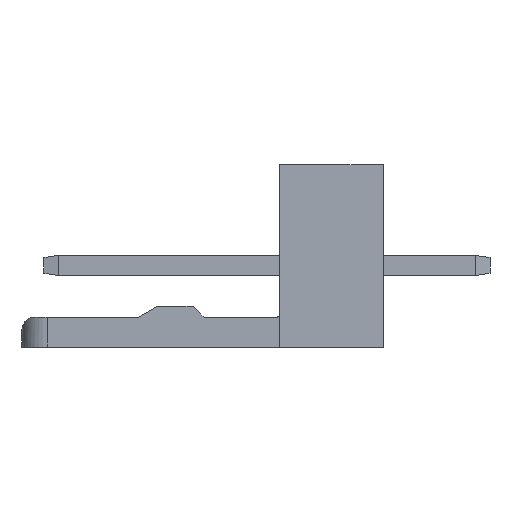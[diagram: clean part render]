
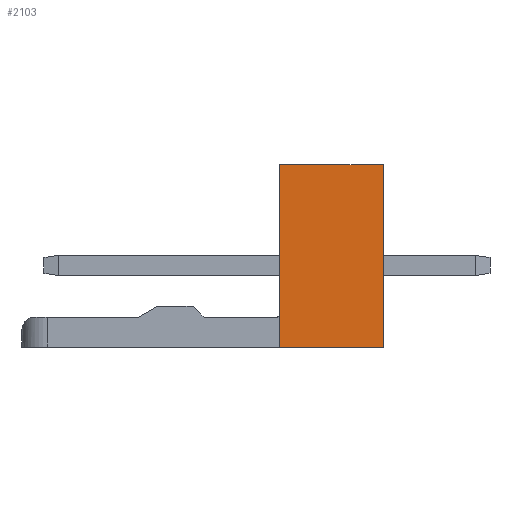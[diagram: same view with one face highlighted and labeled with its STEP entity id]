
A CAD part, left-side view. The second image highlights one B-rep face of the part: STEP entity #2103.
In plain terms, the highlighted planar face has unit normal (-1, 0, 0).
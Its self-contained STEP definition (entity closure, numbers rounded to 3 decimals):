
#10 = VECTOR ( 'NONE', #1747, 1000. ) ;
#108 = DIRECTION ( 'NONE',  ( 1., 0., 0. ) ) ;
#144 = LINE ( 'NONE', #891, #10 ) ;
#365 = CARTESIAN_POINT ( 'NONE',  ( -10.16, 1.65, -2.9 ) ) ;
#433 = VECTOR ( 'NONE', #3306, 1000. ) ;
#665 = EDGE_CURVE ( 'NONE', #3125, #2746, #2689, .T. ) ;
#696 = AXIS2_PLACEMENT_3D ( 'NONE', #3148, #108, #1019 ) ;
#709 = VERTEX_POINT ( 'NONE', #365 ) ;
#891 = CARTESIAN_POINT ( 'NONE',  ( -10.16, 1.65, 2.9 ) ) ;
#1019 = DIRECTION ( 'NONE',  ( 0., 0., -1. ) ) ;
#1100 = EDGE_CURVE ( 'NONE', #2747, #3125, #2170, .T. ) ;
#1350 = VECTOR ( 'NONE', #2142, 1000. ) ;
#1355 = VECTOR ( 'NONE', #2333, 1000. ) ;
#1743 = CARTESIAN_POINT ( 'NONE',  ( -10.16, -1.65, 2.9 ) ) ;
#1747 = DIRECTION ( 'NONE',  ( 0., 0., 1. ) ) ;
#1836 = ORIENTED_EDGE ( 'NONE', *, *, #665, .F. ) ;
#1922 = ORIENTED_EDGE ( 'NONE', *, *, #2000, .F. ) ;
#2000 = EDGE_CURVE ( 'NONE', #2746, #709, #3062, .T. ) ;
#2103 = ADVANCED_FACE ( 'NONE', ( #3690 ), #2228, .F. ) ;
#2142 = DIRECTION ( 'NONE',  ( 0., 1., 0. ) ) ;
#2147 = CARTESIAN_POINT ( 'NONE',  ( -10.16, 1.65, 2.9 ) ) ;
#2150 = EDGE_LOOP ( 'NONE', ( #3554, #2259, #1922, #1836 ) ) ;
#2170 = LINE ( 'NONE', #2321, #1355 ) ;
#2228 = PLANE ( 'NONE',  #696 ) ;
#2259 = ORIENTED_EDGE ( 'NONE', *, *, #3540, .F. ) ;
#2321 = CARTESIAN_POINT ( 'NONE',  ( -10.16, 1.65, 2.9 ) ) ;
#2333 = DIRECTION ( 'NONE',  ( 0., -1., 0. ) ) ;
#2376 = CARTESIAN_POINT ( 'NONE',  ( -10.16, -1.65, 2.9 ) ) ;
#2689 = LINE ( 'NONE', #2376, #433 ) ;
#2717 = CARTESIAN_POINT ( 'NONE',  ( -10.16, -1.65, -2.9 ) ) ;
#2746 = VERTEX_POINT ( 'NONE', #2717 ) ;
#2747 = VERTEX_POINT ( 'NONE', #2147 ) ;
#2794 = CARTESIAN_POINT ( 'NONE',  ( -10.16, 1.65, -2.9 ) ) ;
#3062 = LINE ( 'NONE', #2794, #1350 ) ;
#3125 = VERTEX_POINT ( 'NONE', #1743 ) ;
#3148 = CARTESIAN_POINT ( 'NONE',  ( -10.16, -1.65, 2.9 ) ) ;
#3306 = DIRECTION ( 'NONE',  ( 0., 0., -1. ) ) ;
#3540 = EDGE_CURVE ( 'NONE', #709, #2747, #144, .T. ) ;
#3554 = ORIENTED_EDGE ( 'NONE', *, *, #1100, .F. ) ;
#3690 = FACE_OUTER_BOUND ( 'NONE', #2150, .T. ) ;
